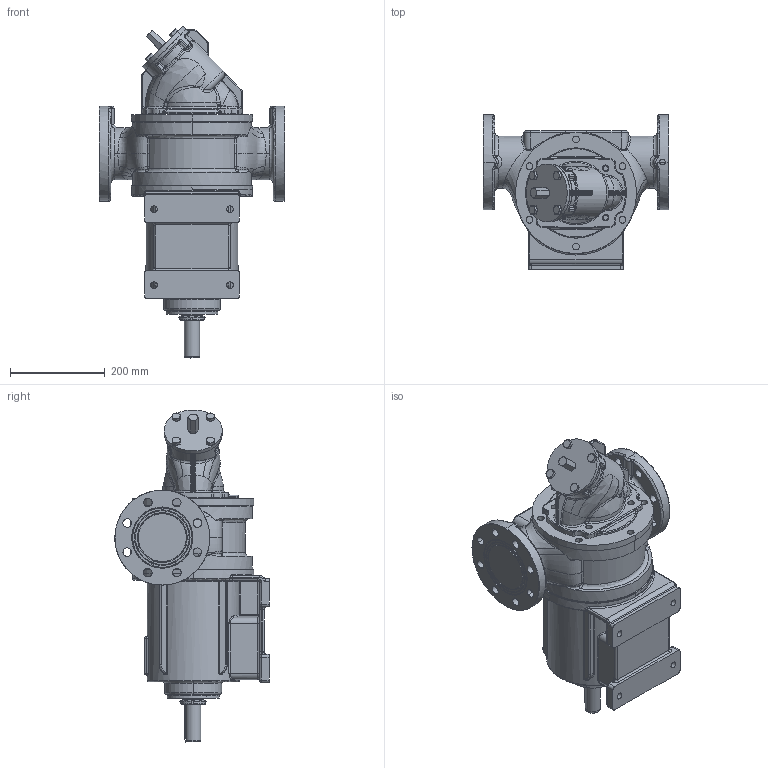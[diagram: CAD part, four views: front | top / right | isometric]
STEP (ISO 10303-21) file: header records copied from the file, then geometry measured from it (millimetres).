
FILE_DESCRIPTION((''),'2;1');
FILE_NAME('R_80_KL1B_Y','2019-07-09T11:53:10',('Nicola'),(''),'CREO PARAMETRIC BY PTC INC, 2017110','CREO PARAMETRIC BY PTC INC, 2017110','');
FILE_SCHEMA(('CONFIG_CONTROL_DESIGN'));
Products named in the file (1): R_80_KL1B_Y
Bounding box: 390 x 325 x 699.29 mm (x, y, z)
Volume: 20667833.6 mm3; surface area: 930199.4 mm2
Topology: 3 solids, 3 shells, 1369 faces, 3254 edges, 1933 vertices
Faces by surface type: bspline 456, cylinder 362, plane 224, torus 168, cone 137, sphere 22
Entity records: 92473 total; most frequent: CARTESIAN_POINT 63745, ORIENTED_EDGE 6490, DIRECTION 5376, EDGE_CURVE 3245, AXIS2_PLACEMENT_3D 2293, VERTEX_POINT 1933, EDGE_LOOP 1478, CIRCLE 1380
